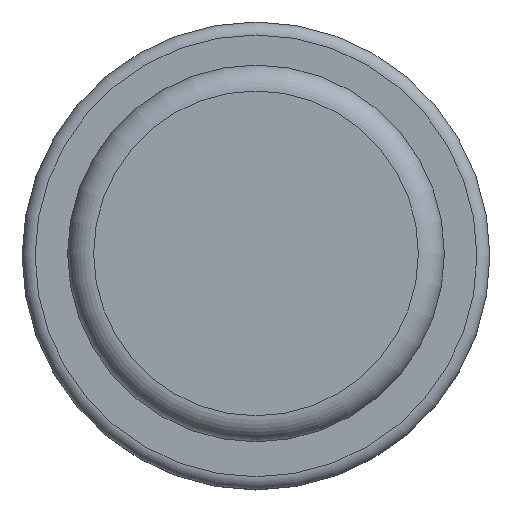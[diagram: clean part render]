
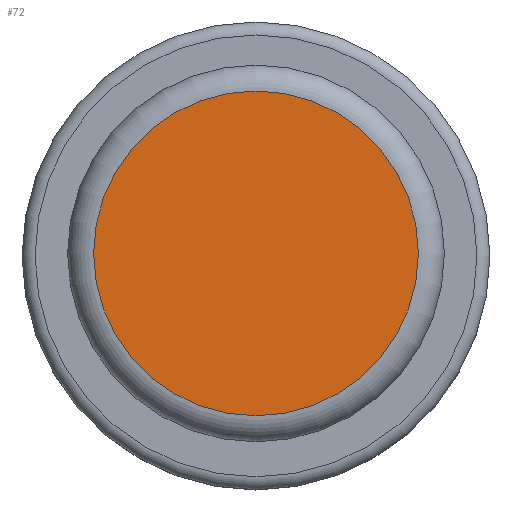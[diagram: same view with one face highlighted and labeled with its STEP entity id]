
A CAD part, top view. The second image highlights one B-rep face of the part: STEP entity #72.
In plain terms, the highlighted planar face has unit normal (0, 0, 1).
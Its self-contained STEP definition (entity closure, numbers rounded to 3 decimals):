
#72 = ADVANCED_FACE( '', ( #155 ), #156, .F. );
#155 = FACE_OUTER_BOUND( '', #234, .T. );
#156 = PLANE( '', #235 );
#234 = EDGE_LOOP( '', ( #337 ) );
#235 = AXIS2_PLACEMENT_3D( '', #338, #339, #340 );
#337 = ORIENTED_EDGE( '', *, *, #364, .T. );
#338 = CARTESIAN_POINT( '', ( 14.5, 0., 57.5 ) );
#339 = DIRECTION( '', ( 0., 0., -1. ) );
#340 = DIRECTION( '', ( -1., 0., 0. ) );
#364 = EDGE_CURVE( '', #404, #404, #405, .F. );
#404 = VERTEX_POINT( '', #456 );
#405 = CIRCLE( '', #457, 12.496 );
#456 = CARTESIAN_POINT( '', ( -12.496, 0., 57.5 ) );
#457 = AXIS2_PLACEMENT_3D( '', #508, #509, #510 );
#508 = CARTESIAN_POINT( '', ( 0., 0., 57.5 ) );
#509 = DIRECTION( '', ( 0., 0., -1. ) );
#510 = DIRECTION( '', ( -1., 0., 0. ) );
